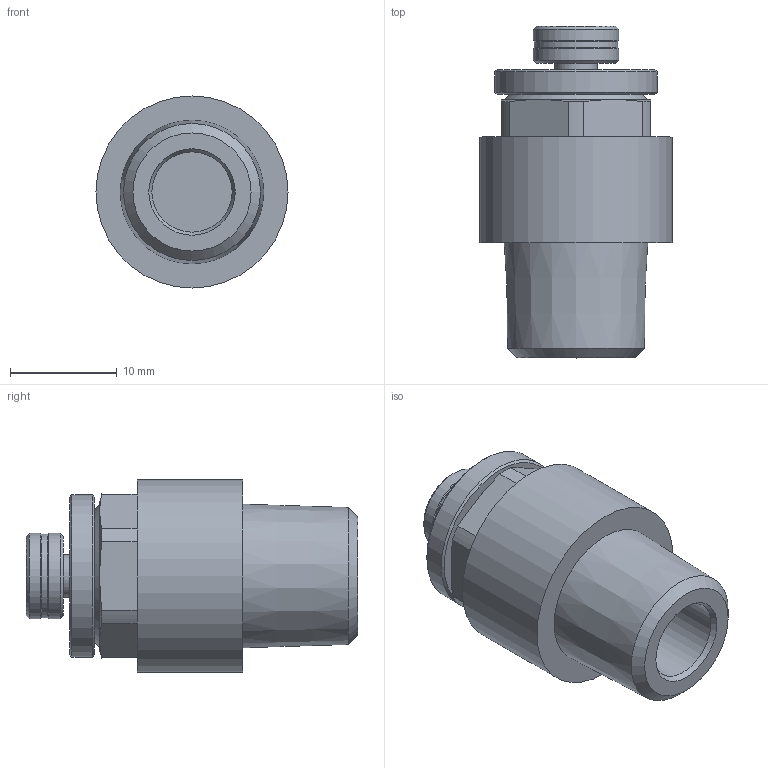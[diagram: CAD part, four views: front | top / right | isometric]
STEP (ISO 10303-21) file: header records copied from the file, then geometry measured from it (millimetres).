
FILE_DESCRIPTION(/* description */ ('STEP AP214'),/* implementation_level */ '2;1');
FILE_NAME(/* name */ '133143_VFFK-C-K-R14-P',/* time_stamp */ '2024-09-13T10:39:54+02:00',/* author */ ('License CC BY-ND 4.0'),/* organization */ ('CADENAS'),/* preprocessor_version */ 'ST-DEVELOPER v19.3',/* originating_system */ 'PARTsolutions',/* authorisation */ ' ');
FILE_SCHEMA (('AUTOMOTIVE_DESIGN {1 0 10303 214 3 1 1}'));
Length unit declared in the file: millimetre
Products named in the file (1): 133143 VFFK-C-K-R14-P---(31.1)
Bounding box: 18 x 31.1 x 18 mm (x, y, z)
Volume: 4620.7 mm3; surface area: 2343 mm2
Topology: 1 solids, 1 shells, 44 faces, 89 edges, 54 vertices
Faces by surface type: cone 16, plane 15, cylinder 13
Full cylindrical faces by diameter (mm): 4 x1, 7.518 x1, 7.8 x1, 8 x2, 15.2 x1, 18 x1
Entity records: 1406 total; most frequent: CARTESIAN_POINT 207, DIRECTION 192, ORIENTED_EDGE 144, AXIS2_PLACEMENT_3D 87, EDGE_CURVE 72, EDGE_LOOP 68, FACE_BOUND 68, VERTEX_POINT 54
